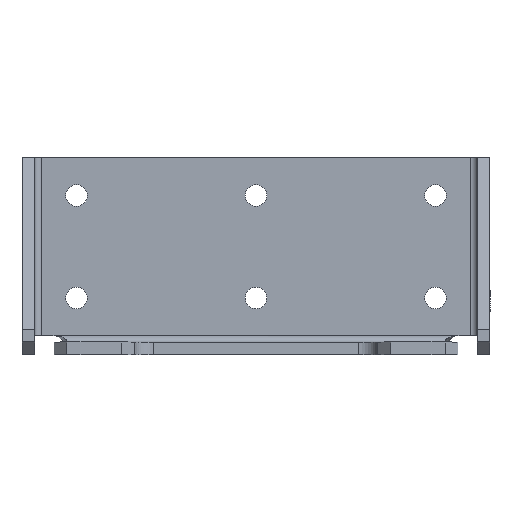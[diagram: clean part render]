
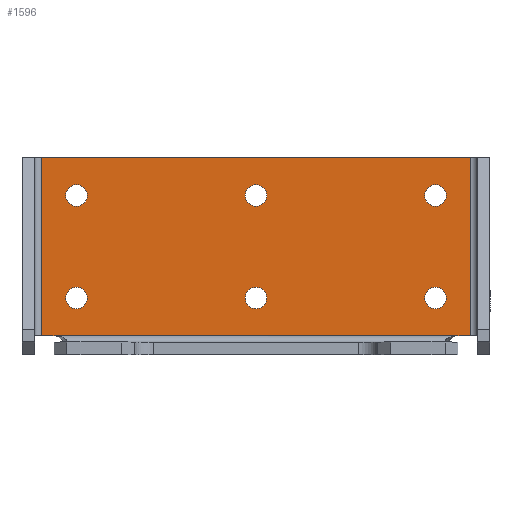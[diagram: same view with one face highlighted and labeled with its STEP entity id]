
A CAD part, top view. The second image highlights one B-rep face of the part: STEP entity #1596.
In plain terms, the highlighted planar face has unit normal (0, 0, 1).
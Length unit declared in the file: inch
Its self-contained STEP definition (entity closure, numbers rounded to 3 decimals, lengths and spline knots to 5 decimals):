
#52 = VERTEX_POINT ( 'NONE', #268 ) ;
#60 = VERTEX_POINT ( 'NONE', #1046 ) ;
#61 = EDGE_CURVE ( 'NONE', #1144, #1127, #931, .T. ) ;
#74 = DIRECTION ( 'NONE',  ( 0., 0., 1. ) ) ;
#75 = CARTESIAN_POINT ( 'NONE',  ( 4.19, 0., -0.875 ) ) ;
#76 = VERTEX_POINT ( 'NONE', #990 ) ;
#77 = PLANE ( 'NONE',  #1697 ) ;
#78 = VERTEX_POINT ( 'NONE', #1376 ) ;
#91 = EDGE_CURVE ( 'NONE', #100, #100, #907, .T. ) ;
#93 = VERTEX_POINT ( 'NONE', #1567 ) ;
#100 = VERTEX_POINT ( 'NONE', #1344 ) ;
#101 = DIRECTION ( 'NONE',  ( 1., 0., 0. ) ) ;
#170 = VECTOR ( 'NONE', #1484, 39.37008 ) ;
#177 = DIRECTION ( 'NONE',  ( -1., 0., 0. ) ) ;
#181 = EDGE_CURVE ( 'NONE', #93, #93, #865, .T. ) ;
#183 = CARTESIAN_POINT ( 'NONE',  ( 0.345, 0.555, -0.875 ) ) ;
#198 = EDGE_CURVE ( 'NONE', #1040, #1739, #861, .T. ) ;
#206 = LINE ( 'NONE', #1497, #170 ) ;
#210 = AXIS2_PLACEMENT_3D ( 'NONE', #426, #1164, #795 ) ;
#224 = DIRECTION ( 'NONE',  ( 0., 0., 1. ) ) ;
#268 = CARTESIAN_POINT ( 'NONE',  ( 2.2, 1.555, -0.875 ) ) ;
#309 = CIRCLE ( 'NONE', #559, 0.105 ) ;
#333 = FACE_BOUND ( 'NONE', #1390, .T. ) ;
#340 = EDGE_CURVE ( 'NONE', #1113, #1288, #814, .T. ) ;
#351 = FACE_OUTER_BOUND ( 'NONE', #1053, .T. ) ;
#354 = FACE_BOUND ( 'NONE', #1985, .T. ) ;
#356 = FACE_BOUND ( 'NONE', #1428, .T. ) ;
#358 = FACE_BOUND ( 'NONE', #1153, .T. ) ;
#359 = FACE_BOUND ( 'NONE', #1856, .T. ) ;
#390 = FACE_BOUND ( 'NONE', #952, .T. ) ;
#393 = CIRCLE ( 'NONE', #995, 0.105 ) ;
#400 = DIRECTION ( 'NONE',  ( 0., 1., 0. ) ) ;
#418 = ORIENTED_EDGE ( 'NONE', *, *, #198, .T. ) ;
#419 = CARTESIAN_POINT ( 'NONE',  ( 0., 0., -0.875 ) ) ;
#426 = CARTESIAN_POINT ( 'NONE',  ( 3.845, 1.555, -0.875 ) ) ;
#479 = EDGE_CURVE ( 'NONE', #1127, #1739, #741, .T. ) ;
#503 = CARTESIAN_POINT ( 'NONE',  ( 4.065, 0.1875, -0.875 ) ) ;
#524 = CIRCLE ( 'NONE', #666, 0.105 ) ;
#552 = CIRCLE ( 'NONE', #210, 0.105 ) ;
#559 = AXIS2_PLACEMENT_3D ( 'NONE', #1789, #1787, #1785 ) ;
#563 = DIRECTION ( 'NONE',  ( 0., 0., 1. ) ) ;
#566 = DIRECTION ( 'NONE',  ( -1., 0., 0. ) ) ;
#570 = EDGE_CURVE ( 'NONE', #1040, #1288, #722, .T. ) ;
#666 = AXIS2_PLACEMENT_3D ( 'NONE', #677, #563, #566 ) ;
#677 = CARTESIAN_POINT ( 'NONE',  ( 0.345, 1.555, -0.875 ) ) ;
#702 = CARTESIAN_POINT ( 'NONE',  ( 0., 1.93, -0.875 ) ) ;
#722 = LINE ( 'NONE', #419, #736 ) ;
#734 = VECTOR ( 'NONE', #1091, 39.37008 ) ;
#736 = VECTOR ( 'NONE', #400, 39.37008 ) ;
#741 = LINE ( 'NONE', #1072, #734 ) ;
#795 = DIRECTION ( 'NONE',  ( 1., 0., 0. ) ) ;
#805 = VECTOR ( 'NONE', #1008, 39.37008 ) ;
#814 = LINE ( 'NONE', #986, #805 ) ;
#832 = DIRECTION ( 'NONE',  ( 0., 0., 1. ) ) ;
#834 = CARTESIAN_POINT ( 'NONE',  ( 3.845, 0.555, -0.875 ) ) ;
#835 = DIRECTION ( 'NONE',  ( 1., 0., 0. ) ) ;
#848 = VECTOR ( 'NONE', #875, 39.37008 ) ;
#861 = LINE ( 'NONE', #869, #848 ) ;
#865 = CIRCLE ( 'NONE', #1196, 0.105 ) ;
#869 = CARTESIAN_POINT ( 'NONE',  ( 0., 0.1875, -0.875 ) ) ;
#875 = DIRECTION ( 'NONE',  ( 1., 0., 0. ) ) ;
#904 = CARTESIAN_POINT ( 'NONE',  ( 4.19, 0.1875, -0.875 ) ) ;
#907 = CIRCLE ( 'NONE', #1101, 0.105 ) ;
#912 = VECTOR ( 'NONE', #1346, 39.37008 ) ;
#929 = CARTESIAN_POINT ( 'NONE',  ( 0., 0.1875, -0.875 ) ) ;
#931 = LINE ( 'NONE', #1182, #912 ) ;
#952 = EDGE_LOOP ( 'NONE', ( #1421 ) ) ;
#985 = ORIENTED_EDGE ( 'NONE', *, *, #340, .T. ) ;
#986 = CARTESIAN_POINT ( 'NONE',  ( 4.19, 1.93, -0.875 ) ) ;
#990 = CARTESIAN_POINT ( 'NONE',  ( 0.24, 1.555, -0.875 ) ) ;
#995 = AXIS2_PLACEMENT_3D ( 'NONE', #183, #224, #177 ) ;
#1008 = DIRECTION ( 'NONE',  ( -1., 0., 0. ) ) ;
#1040 = VERTEX_POINT ( 'NONE', #929 ) ;
#1046 = CARTESIAN_POINT ( 'NONE',  ( 0.24, 0.555, -0.875 ) ) ;
#1053 = EDGE_LOOP ( 'NONE', ( #1703, #418, #1443, #1543, #1907, #985 ) ) ;
#1072 = CARTESIAN_POINT ( 'NONE',  ( 4.19, 0.1875, -0.875 ) ) ;
#1083 = CARTESIAN_POINT ( 'NONE',  ( 4.19, 1.93, -0.875 ) ) ;
#1091 = DIRECTION ( 'NONE',  ( -1., 0., 0. ) ) ;
#1101 = AXIS2_PLACEMENT_3D ( 'NONE', #1214, #1216, #1355 ) ;
#1105 = EDGE_CURVE ( 'NONE', #78, #78, #552, .T. ) ;
#1110 = ORIENTED_EDGE ( 'NONE', *, *, #1535, .F. ) ;
#1113 = VERTEX_POINT ( 'NONE', #1083 ) ;
#1127 = VERTEX_POINT ( 'NONE', #503 ) ;
#1137 = EDGE_CURVE ( 'NONE', #76, #76, #524, .T. ) ;
#1144 = VERTEX_POINT ( 'NONE', #904 ) ;
#1153 = EDGE_LOOP ( 'NONE', ( #1110 ) ) ;
#1164 = DIRECTION ( 'NONE',  ( 0., 0., 1. ) ) ;
#1182 = CARTESIAN_POINT ( 'NONE',  ( 4.19, 0.1875, -0.875 ) ) ;
#1196 = AXIS2_PLACEMENT_3D ( 'NONE', #834, #832, #835 ) ;
#1214 = CARTESIAN_POINT ( 'NONE',  ( 2.095, 0.555, -0.875 ) ) ;
#1216 = DIRECTION ( 'NONE',  ( 0., 0., 1. ) ) ;
#1288 = VERTEX_POINT ( 'NONE', #702 ) ;
#1298 = ORIENTED_EDGE ( 'NONE', *, *, #1137, .F. ) ;
#1344 = CARTESIAN_POINT ( 'NONE',  ( 2.2, 0.555, -0.875 ) ) ;
#1346 = DIRECTION ( 'NONE',  ( -1., 0., 0. ) ) ;
#1355 = DIRECTION ( 'NONE',  ( 1., 0., 0. ) ) ;
#1376 = CARTESIAN_POINT ( 'NONE',  ( 3.95, 1.555, -0.875 ) ) ;
#1390 = EDGE_LOOP ( 'NONE', ( #1602 ) ) ;
#1421 = ORIENTED_EDGE ( 'NONE', *, *, #1105, .F. ) ;
#1428 = EDGE_LOOP ( 'NONE', ( #1298 ) ) ;
#1429 = ORIENTED_EDGE ( 'NONE', *, *, #1744, .F. ) ;
#1443 = ORIENTED_EDGE ( 'NONE', *, *, #479, .F. ) ;
#1484 = DIRECTION ( 'NONE',  ( 0., 1., 0. ) ) ;
#1497 = CARTESIAN_POINT ( 'NONE',  ( 4.19, 0., -0.875 ) ) ;
#1535 = EDGE_CURVE ( 'NONE', #60, #60, #393, .T. ) ;
#1543 = ORIENTED_EDGE ( 'NONE', *, *, #61, .F. ) ;
#1567 = CARTESIAN_POINT ( 'NONE',  ( 3.95, 0.555, -0.875 ) ) ;
#1596 = ADVANCED_FACE ( 'NONE', ( #358, #333, #390, #359, #356, #354, #351 ), #77, .T. ) ;
#1602 = ORIENTED_EDGE ( 'NONE', *, *, #181, .F. ) ;
#1697 = AXIS2_PLACEMENT_3D ( 'NONE', #75, #74, #101 ) ;
#1703 = ORIENTED_EDGE ( 'NONE', *, *, #570, .F. ) ;
#1714 = ORIENTED_EDGE ( 'NONE', *, *, #91, .F. ) ;
#1739 = VERTEX_POINT ( 'NONE', #1832 ) ;
#1744 = EDGE_CURVE ( 'NONE', #52, #52, #309, .T. ) ;
#1785 = DIRECTION ( 'NONE',  ( 1., 0., 0. ) ) ;
#1787 = DIRECTION ( 'NONE',  ( 0., 0., 1. ) ) ;
#1789 = CARTESIAN_POINT ( 'NONE',  ( 2.095, 1.555, -0.875 ) ) ;
#1832 = CARTESIAN_POINT ( 'NONE',  ( 0.125, 0.1875, -0.875 ) ) ;
#1856 = EDGE_LOOP ( 'NONE', ( #1714 ) ) ;
#1907 = ORIENTED_EDGE ( 'NONE', *, *, #1921, .T. ) ;
#1921 = EDGE_CURVE ( 'NONE', #1144, #1113, #206, .T. ) ;
#1985 = EDGE_LOOP ( 'NONE', ( #1429 ) ) ;
